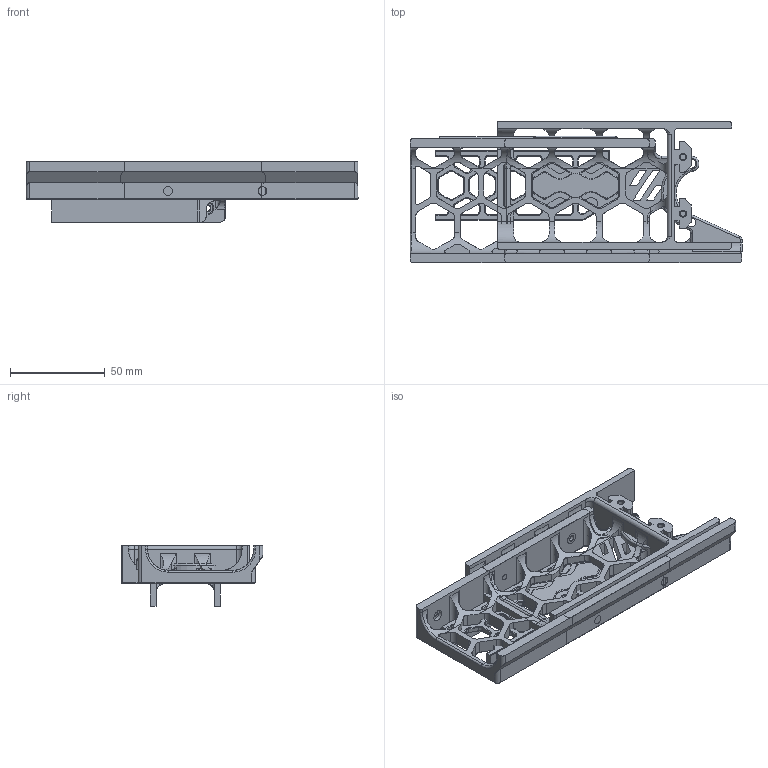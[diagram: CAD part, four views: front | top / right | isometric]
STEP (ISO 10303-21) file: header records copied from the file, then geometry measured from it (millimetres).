
FILE_DESCRIPTION(/* description */ (''),/* implementation_level */ '2;1');
FILE_NAME(/* name */ 'Voron_Skirt_Badges.step',/* time_stamp */ '2021-09-19T21:20:41-04:00',/* author */ (''),/* organization */ (''),/* preprocessor_version */ 'ST-DEVELOPER v18.1',/* originating_system */ 'Autodesk Translation Framework v10.10.0.1391',/* authorisation */ '');
FILE_SCHEMA (('AUTOMOTIVE_DESIGN { 1 0 10303 214 3 1 1 }'));
Products named in the file (8): Voron_Skirt_Badges; Trident; 250; 300; 350; V2_4; V0_1; SwitchWire
Assembly tree (7 placements, depth 3):
  Voron_Skirt_Badges
    Trident
      250
      300
      350
    V2_4
    V0_1
    SwitchWire
Bounding box: 175.5 x 75.04 x 32 mm (x, y, z)
Volume: 133789.7 mm3; surface area: 84774.9 mm2
Topology: 6 solids, 6 shells, 1678 faces, 4282 edges, 2562 vertices
Faces by surface type: plane 761, cylinder 461, cone 353, bspline 67, torus 24, sphere 12
Full cylindrical faces by diameter (mm): 2.9 x2, 3.2 x4, 3.4 x2, 4.7 x6, 5.4 x2, 6 x2, 6.2 x2
Entity records: 63122 total; most frequent: CARTESIAN_POINT 22246, DIRECTION 8563, ORIENTED_EDGE 8512, EDGE_CURVE 4256, AXIS2_PLACEMENT_3D 2936, LINE 2691, VECTOR 2691, VERTEX_POINT 2562
